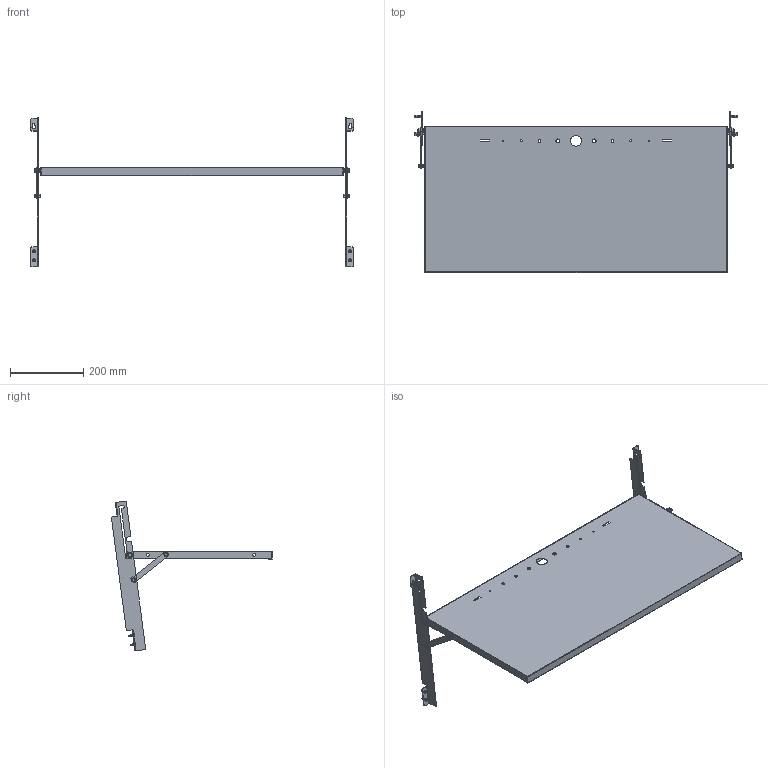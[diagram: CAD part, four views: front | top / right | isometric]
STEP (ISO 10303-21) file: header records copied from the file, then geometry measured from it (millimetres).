
FILE_DESCRIPTION (( 'STEP AP203' ), '1' );
FILE_NAME ('R5RL1000.step', '2011-04-01T05:53:53', ( 'User' ), ( 'DKC' ), 'SwSTEP 2.0', 'SolidWorks 2011', '' );
FILE_SCHEMA (( 'CONFIG_CONTROL_DESIGN' ));
Length unit declared in the file: millimetre
Products named in the file (11): R5RL1000; Çåðêàëüíî îòðàçèòüSupporti per ripiano di lavoro_QB09C409; Wood screw 4.2x13_R5A07; Nut M5_Nut M5; Screw M5x12_Screw M5x12; Washer d5_Washer d5; Flange Nut M5_Flange Nut M5; Screw M5x20_Screw M5x20; bar AC00C278_Default; Supporti per ripiano di lavoro_QB09C409; Ripiano di lavoro_1000
Assembly tree (27 placements, depth 2):
  R5RL1000
    Wood screw 4.2x13_R5A07  x4
    Flange Nut M5_Flange Nut M5  x8
    Supporti per ripiano di lavoro_QB09C409
    Washer d5_Washer d5  x2
    Screw M5x20_Screw M5x20  x4
    Ripiano di lavoro_1000
    Screw M5x12_Screw M5x12  x2
    Çåðêàëüíî îòðàçèòüSupporti per ripiano di lavoro_QB09C409
    bar AC00C278_Default  x2
    Nut M5_Nut M5  x2
Bounding box: 882 x 440.68 x 410.03 mm (x, y, z)
Volume: 682120.5 mm3; surface area: 891468.2 mm2
Topology: 27 solids, 27 shells, 2254 faces, 5322 edges, 3132 vertices
Faces by surface type: cone 1124, cylinder 640, plane 370, bspline 84, torus 28, sphere 8
Entity records: 25018 total; most frequent: CARTESIAN_POINT 4707, DIRECTION 4217, ORIENTED_EDGE 3774, EDGE_CURVE 1887, AXIS2_PLACEMENT_3D 1666, VERTEX_POINT 1138, LINE 885, VECTOR 885
